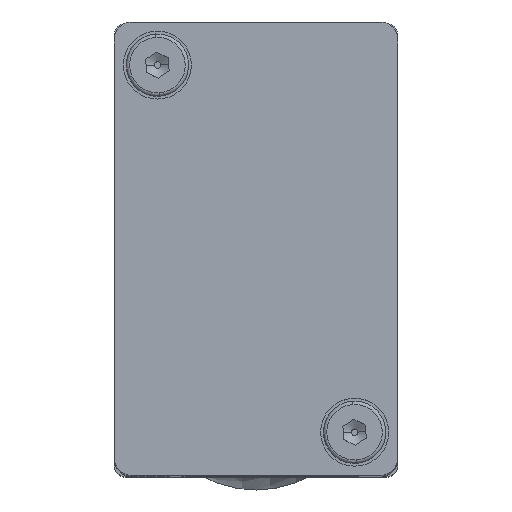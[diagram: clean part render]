
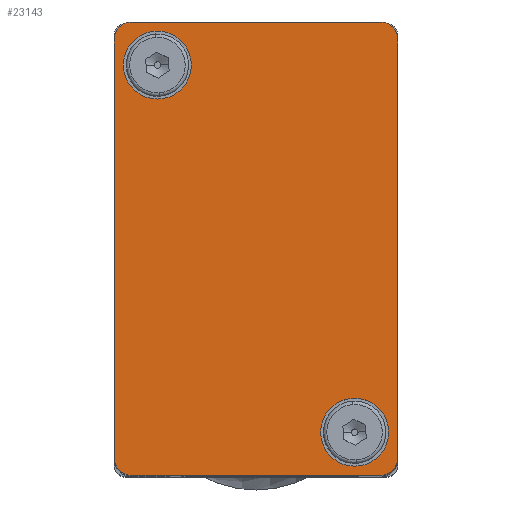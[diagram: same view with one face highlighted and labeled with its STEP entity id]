
A CAD part, top view. The second image highlights one B-rep face of the part: STEP entity #23143.
In plain terms, the highlighted face is planar.
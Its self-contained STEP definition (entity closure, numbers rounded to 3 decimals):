
#21593=CARTESIAN_POINT('',(7.2,6.75,15.2));
#21594=VERTEX_POINT('',#21593);
#21610=CARTESIAN_POINT('',(7.2,6.75,9.2));
#21611=VERTEX_POINT('',#21610);
#21618=CARTESIAN_POINT('',(7.2,6.75,12.2));
#21619=DIRECTION('',(0.0,-1.0,0.0));
#21620=DIRECTION('',(0.0,0.0,1.0));
#21621=AXIS2_PLACEMENT_3D('',#21618,#21619,#21620);
#21622=CIRCLE('',#21621,3.0);
#21623=EDGE_CURVE('',#21594,#21611,#21622,.T.);
#21635=CARTESIAN_POINT('',(-10.2,6.75,-17.2));
#21636=VERTEX_POINT('',#21635);
#21652=CARTESIAN_POINT('',(-10.2,6.75,-23.2));
#21653=VERTEX_POINT('',#21652);
#21660=CARTESIAN_POINT('',(-10.2,6.75,-20.2));
#21661=DIRECTION('',(0.0,-1.0,0.0));
#21662=DIRECTION('',(0.0,0.0,1.0));
#21663=AXIS2_PLACEMENT_3D('',#21660,#21661,#21662);
#21664=CIRCLE('',#21663,3.0);
#21665=EDGE_CURVE('',#21636,#21653,#21664,.T.);
#21677=CARTESIAN_POINT('',(-13.561,6.75,15.561));
#21678=VERTEX_POINT('',#21677);
#21694=CARTESIAN_POINT('',(-12.5,6.75,16.));
#21695=VERTEX_POINT('',#21694);
#21702=CARTESIAN_POINT('',(-12.5,6.75,14.5));
#21703=DIRECTION('',(0.0,-1.,0.0));
#21704=DIRECTION('',(-0.707,0.0,0.707));
#21705=AXIS2_PLACEMENT_3D('',#21702,#21703,#21704);
#21706=CIRCLE('',#21705,1.5);
#21707=EDGE_CURVE('',#21695,#21678,#21706,.T.);
#21719=CARTESIAN_POINT('',(-13.561,6.75,-23.561));
#21720=VERTEX_POINT('',#21719);
#21736=CARTESIAN_POINT('',(-14.0,6.75,-22.5));
#21737=VERTEX_POINT('',#21736);
#21744=CARTESIAN_POINT('',(-12.5,6.75,-22.5));
#21745=DIRECTION('',(0.0,-1.,0.0));
#21746=DIRECTION('',(-0.707,0.0,-0.707));
#21747=AXIS2_PLACEMENT_3D('',#21744,#21745,#21746);
#21748=CIRCLE('',#21747,1.5);
#21749=EDGE_CURVE('',#21737,#21720,#21748,.T.);
#21761=CARTESIAN_POINT('',(10.561,6.75,-23.561));
#21762=VERTEX_POINT('',#21761);
#21778=CARTESIAN_POINT('',(9.5,6.75,-24.0));
#21779=VERTEX_POINT('',#21778);
#21786=CARTESIAN_POINT('',(9.5,6.75,-22.5));
#21787=DIRECTION('',(0.0,-1.,0.0));
#21788=DIRECTION('',(0.707,0.0,-0.707));
#21789=AXIS2_PLACEMENT_3D('',#21786,#21787,#21788);
#21790=CIRCLE('',#21789,1.5);
#21791=EDGE_CURVE('',#21779,#21762,#21790,.T.);
#21803=CARTESIAN_POINT('',(10.561,6.75,15.561));
#21804=VERTEX_POINT('',#21803);
#21820=CARTESIAN_POINT('',(11.0,6.75,14.5));
#21821=VERTEX_POINT('',#21820);
#21828=CARTESIAN_POINT('',(9.5,6.75,14.5));
#21829=DIRECTION('',(0.0,-1.,0.0));
#21830=DIRECTION('',(0.707,0.0,0.707));
#21831=AXIS2_PLACEMENT_3D('',#21828,#21829,#21830);
#21832=CIRCLE('',#21831,1.5);
#21833=EDGE_CURVE('',#21821,#21804,#21832,.T.);
#23016=CARTESIAN_POINT('',(9.5,6.75,16.));
#23017=VERTEX_POINT('',#23016);
#23018=CARTESIAN_POINT('',(9.5,6.75,14.5));
#23019=DIRECTION('',(0.0,-1.,0.0));
#23020=DIRECTION('',(0.707,0.0,0.707));
#23021=AXIS2_PLACEMENT_3D('',#23018,#23019,#23020);
#23022=CIRCLE('',#23021,1.5);
#23023=EDGE_CURVE('',#21804,#23017,#23022,.T.);
#23049=CARTESIAN_POINT('',(9.5,6.75,16.));
#23050=DIRECTION('',(-1.0,0.0,0.0));
#23051=VECTOR('',#23050,22.0);
#23052=LINE('',#23049,#23051);
#23053=EDGE_CURVE('',#23017,#21695,#23052,.T.);
#23065=CARTESIAN_POINT('',(0.,6.75,0.));
#23066=DIRECTION('',(0.0,1.0,0.0));
#23067=DIRECTION('',(0.0,0.0,1.0));
#23068=AXIS2_PLACEMENT_3D('',#23065,#23066,#23067);
#23069=PLANE('',#23068);
#23070=ORIENTED_EDGE('',*,*,#21833,.F.);
#23071=CARTESIAN_POINT('',(11.0,6.75,-22.5));
#23072=VERTEX_POINT('',#23071);
#23073=CARTESIAN_POINT('',(11.0,6.75,-22.5));
#23074=DIRECTION('',(0.0,0.0,1.0));
#23075=VECTOR('',#23074,37.0);
#23076=LINE('',#23073,#23075);
#23077=EDGE_CURVE('',#23072,#21821,#23076,.T.);
#23078=ORIENTED_EDGE('',*,*,#23077,.F.);
#23079=CARTESIAN_POINT('',(9.5,6.75,-22.5));
#23080=DIRECTION('',(0.0,-1.,0.0));
#23081=DIRECTION('',(0.707,0.0,-0.707));
#23082=AXIS2_PLACEMENT_3D('',#23079,#23080,#23081);
#23083=CIRCLE('',#23082,1.5);
#23084=EDGE_CURVE('',#21762,#23072,#23083,.T.);
#23085=ORIENTED_EDGE('',*,*,#23084,.F.);
#23086=ORIENTED_EDGE('',*,*,#21791,.F.);
#23087=CARTESIAN_POINT('',(-12.5,6.75,-24.0));
#23088=VERTEX_POINT('',#23087);
#23089=CARTESIAN_POINT('',(-12.5,6.75,-24.0));
#23090=DIRECTION('',(1.0,0.0,0.0));
#23091=VECTOR('',#23090,22.0);
#23092=LINE('',#23089,#23091);
#23093=EDGE_CURVE('',#23088,#21779,#23092,.T.);
#23094=ORIENTED_EDGE('',*,*,#23093,.F.);
#23095=CARTESIAN_POINT('',(-12.5,6.75,-22.5));
#23096=DIRECTION('',(0.0,-1.,0.0));
#23097=DIRECTION('',(-0.707,0.0,-0.707));
#23098=AXIS2_PLACEMENT_3D('',#23095,#23096,#23097);
#23099=CIRCLE('',#23098,1.5);
#23100=EDGE_CURVE('',#21720,#23088,#23099,.T.);
#23101=ORIENTED_EDGE('',*,*,#23100,.F.);
#23102=ORIENTED_EDGE('',*,*,#21749,.F.);
#23103=CARTESIAN_POINT('',(-14.0,6.75,14.5));
#23104=VERTEX_POINT('',#23103);
#23105=CARTESIAN_POINT('',(-14.0,6.75,14.5));
#23106=DIRECTION('',(0.0,0.0,-1.0));
#23107=VECTOR('',#23106,37.0);
#23108=LINE('',#23105,#23107);
#23109=EDGE_CURVE('',#23104,#21737,#23108,.T.);
#23110=ORIENTED_EDGE('',*,*,#23109,.F.);
#23111=CARTESIAN_POINT('',(-12.5,6.75,14.5));
#23112=DIRECTION('',(0.0,-1.,0.0));
#23113=DIRECTION('',(-0.707,0.0,0.707));
#23114=AXIS2_PLACEMENT_3D('',#23111,#23112,#23113);
#23115=CIRCLE('',#23114,1.5);
#23116=EDGE_CURVE('',#21678,#23104,#23115,.T.);
#23117=ORIENTED_EDGE('',*,*,#23116,.F.);
#23118=ORIENTED_EDGE('',*,*,#21707,.F.);
#23119=ORIENTED_EDGE('',*,*,#23053,.F.);
#23120=ORIENTED_EDGE('',*,*,#23023,.F.);
#23121=EDGE_LOOP('',(#23070,#23078,#23085,#23086,#23094,#23101,#23102,#23110,#23117,#23118,#23119,#23120));
#23122=FACE_OUTER_BOUND('',#23121,.T.);
#23123=ORIENTED_EDGE('',*,*,#21665,.T.);
#23124=CARTESIAN_POINT('',(-10.2,6.75,-20.2));
#23125=DIRECTION('',(0.0,-1.0,0.0));
#23126=DIRECTION('',(0.0,0.0,1.0));
#23127=AXIS2_PLACEMENT_3D('',#23124,#23125,#23126);
#23128=CIRCLE('',#23127,3.0);
#23129=EDGE_CURVE('',#21653,#21636,#23128,.T.);
#23130=ORIENTED_EDGE('',*,*,#23129,.T.);
#23131=EDGE_LOOP('',(#23123,#23130));
#23132=FACE_BOUND('',#23131,.T.);
#23133=ORIENTED_EDGE('',*,*,#21623,.T.);
#23134=CARTESIAN_POINT('',(7.2,6.75,12.2));
#23135=DIRECTION('',(0.0,-1.0,0.0));
#23136=DIRECTION('',(0.0,0.0,1.0));
#23137=AXIS2_PLACEMENT_3D('',#23134,#23135,#23136);
#23138=CIRCLE('',#23137,3.0);
#23139=EDGE_CURVE('',#21611,#21594,#23138,.T.);
#23140=ORIENTED_EDGE('',*,*,#23139,.T.);
#23141=EDGE_LOOP('',(#23133,#23140));
#23142=FACE_BOUND('',#23141,.T.);
#23143=ADVANCED_FACE('',(#23122,#23132,#23142),#23069,.T.);
